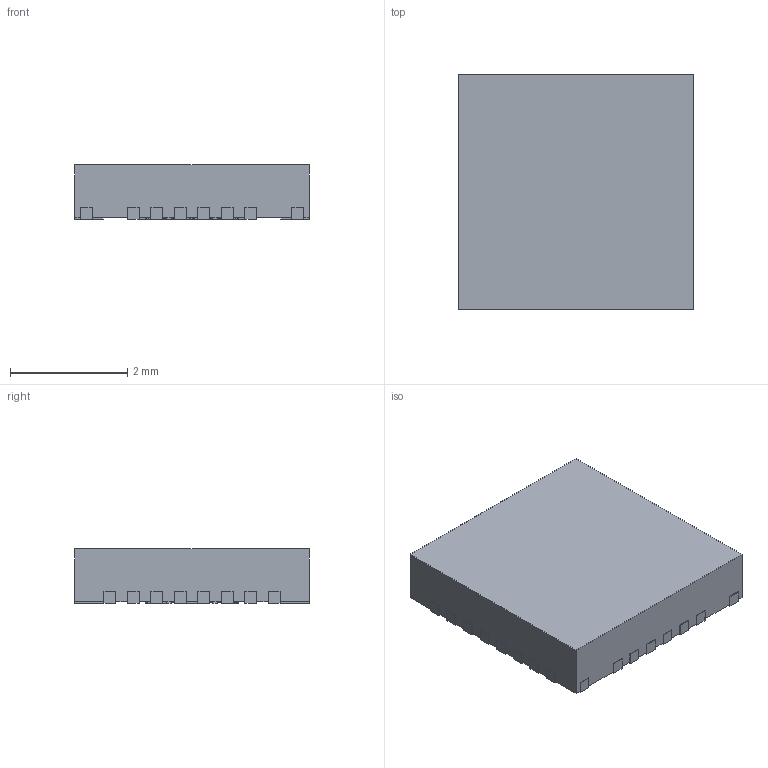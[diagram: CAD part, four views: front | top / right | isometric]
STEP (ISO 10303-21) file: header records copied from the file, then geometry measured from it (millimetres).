
FILE_DESCRIPTION(('FreeCAD Model'),'2;1');
FILE_NAME('MP2636_QFN30.step' ,'2020-03-14T13:18:25',('Author'),(''), 'Open CASCADE STEP processor 7.2','FreeCAD','Unknown');
FILE_SCHEMA(('AUTOMOTIVE_DESIGN { 1 0 10303 214 1 1 1 1 }'));
Length unit declared in the file: millimetre
Products named in the file (2): union; Matrix_Deformation
Bounding box: 4.02 x 4.02 x 0.93 mm (x, y, z)
Surface area: 55.4 mm2
Topology: 2 solids, 2 shells, 456 faces, 1296 edges, 848 vertices
Faces by surface type: plane 228, bspline 228
Entity records: 30540 total; most frequent: CARTESIAN_POINT 8249, ORIENTED_EDGE 2592, PCURVE 2592, DEFINITIONAL_REPRESENTATION 2592, B_SPLINE_CURVE_WITH_KNOTS 2372, DIRECTION 1974, LINE 1516, VECTOR 1516
